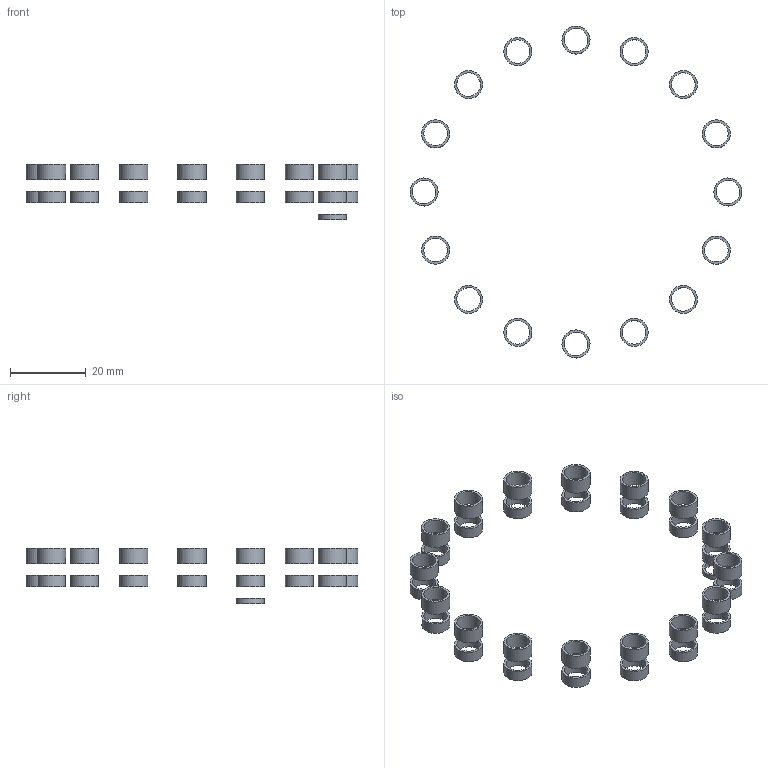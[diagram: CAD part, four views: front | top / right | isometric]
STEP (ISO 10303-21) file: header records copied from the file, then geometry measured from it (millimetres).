
FILE_DESCRIPTION(/* description */ (''),/* implementation_level */ '2;1');
FILE_NAME(/* name */ 'Ring pin spacers.step',/* time_stamp */ '2024-03-25T13:36:26-04:00',/* author */ (''),/* organization */ (''),/* preprocessor_version */ 'ST-DEVELOPER v20',/* originating_system */ 'Autodesk Translation Framework v12.20.1.177',/* authorisation */ '');
FILE_SCHEMA (('AUTOMOTIVE_DESIGN { 1 0 10303 214 3 1 1 }'));
Length unit declared in the file: millimetre
Products named in the file (1): Ring pin spacers
Bounding box: 87.38 x 87.38 x 14.52 mm (x, y, z)
Volume: 1433.3 mm3; surface area: 5673.8 mm2
Topology: 33 solids, 33 shells, 132 faces, 198 edges, 132 vertices
Faces by surface type: plane 66, cylinder 66
Full cylindrical faces by diameter (mm): 6.2 x33, 7.385 x33
Entity records: 3114 total; most frequent: DIRECTION 596, CARTESIAN_POINT 463, ORIENTED_EDGE 396, AXIS2_PLACEMENT_3D 265, EDGE_LOOP 198, EDGE_CURVE 198, FACE_OUTER_BOUND 132, CIRCLE 132
